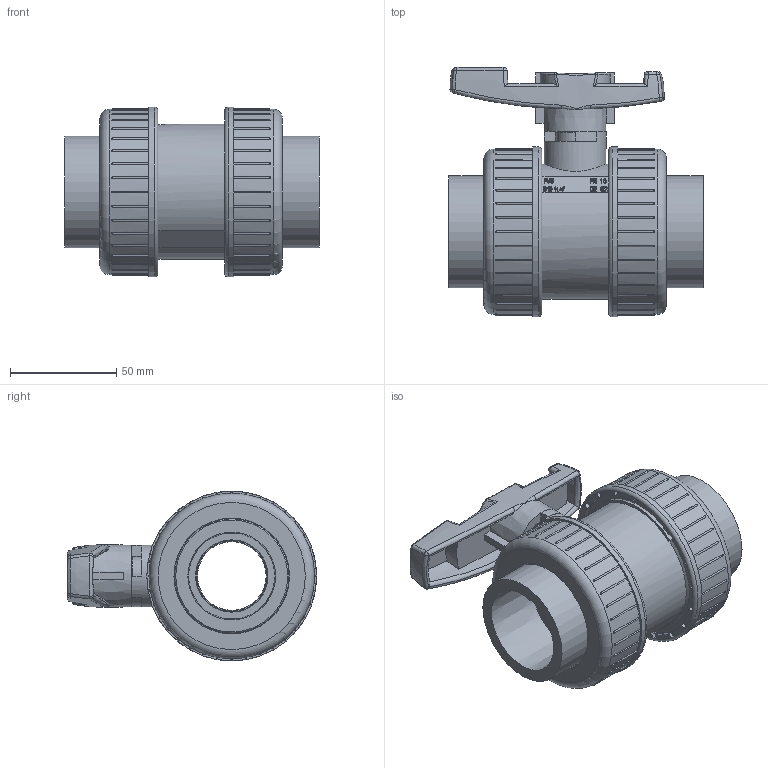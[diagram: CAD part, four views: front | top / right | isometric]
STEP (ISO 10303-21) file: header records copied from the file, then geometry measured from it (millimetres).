
FILE_DESCRIPTION(/* description */ (''),/* implementation_level */ '2;1');
FILE_NAME(/* name */ '40双由令球阀(黑）.stp',/* time_stamp */ '2024-11-09T09:33:08+08:00',/* author */ (''),/* organization */ (''),/* preprocessor_version */ 'ST-DEVELOPER v16',/* originating_system */ 'SIEMENS PLM Software NX 10.0',/* authorisation */ '');
FILE_SCHEMA (('AUTOMOTIVE_DESIGN { 1 0 10303 214 3 1 1 1 }'));
Length unit declared in the file: millimetre
Products named in the file (1): gelv0FF88864nq1f
Bounding box: 119.48 x 117.02 x 79.71 mm (x, y, z)
Volume: 317997.3 mm3; surface area: 145224.8 mm2
Topology: 16 solids, 16 shells, 1050 faces, 2919 edges, 1886 vertices
Faces by surface type: plane 532, cylinder 203, extrusion 101, sphere 85, bspline 66, torus 54, cone 9
Full cylindrical faces by diameter (mm): 1.721 x1, 2.295 x1, 14.416 x4, 17.808 x3, 18.656 x1, 19.504 x2, 21.2 x1, 28.947 x1, 32.224 x1, 33.072 x2, 33.92 x4, 38.33 x3, 39.008 x1, 39.856 x3, 42.909 x3, 43.248 x1, 47.064 x1, 47.607 x3, 50.371 x3, 52.152 x1, 52.576 x2, 53.763 x2, 54.272 x2, 55.12 x1, 55.968 x2, 56.307 x1, 61.395 x2, 72.08 x2, 77.592 x2, 79.712 x2
Entity records: 44348 total; most frequent: CARTESIAN_POINT 19658, ORIENTED_EDGE 5250, DIRECTION 4606, EDGE_CURVE 2625, VERTEX_POINT 1775, AXIS2_PLACEMENT_3D 1620, VECTOR 1366, LINE 1265
